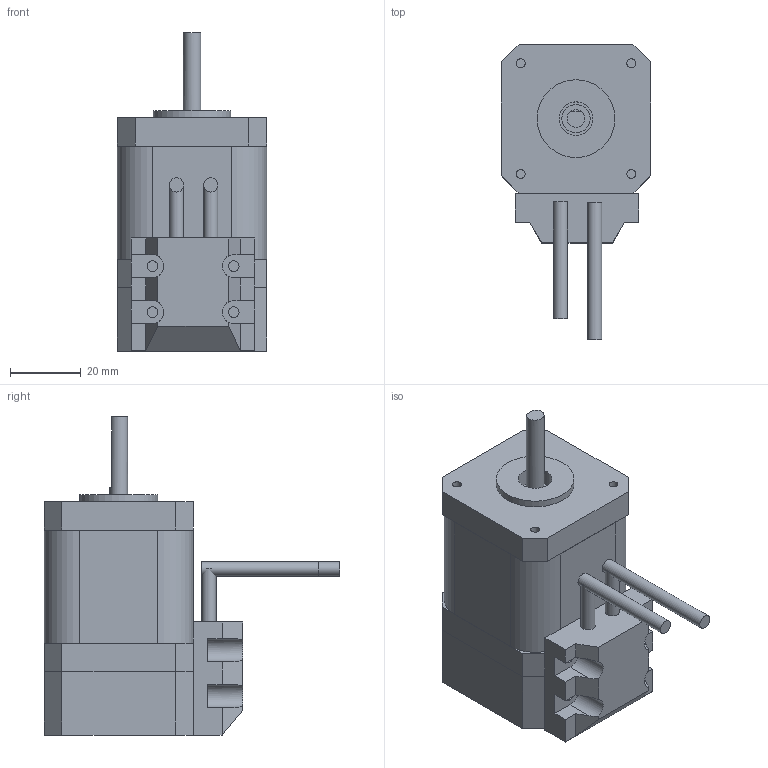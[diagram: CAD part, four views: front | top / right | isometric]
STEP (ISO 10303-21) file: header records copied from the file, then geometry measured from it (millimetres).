
FILE_DESCRIPTION(/* description */ (''),/* implementation_level */ '2;1');
FILE_NAME(/* name */ 'MP3-42T048.step',/* time_stamp */ '2021-07-28T10:56:50+08:00',/* author */ (''),/* organization */ (''),/* preprocessor_version */ 'ST-DEVELOPER v16',/* originating_system */ 'SIEMENS PLM Software NX 10.0',/* authorisation */ '');
FILE_SCHEMA (('AUTOMOTIVE_DESIGN { 1 0 10303 214 3 1 1 1 }'));
Length unit declared in the file: millimetre
Products named in the file (1): MP3-42T048
Bounding box: 42.2 x 83.66 x 90 mm (x, y, z)
Volume: 126404.4 mm3; surface area: 31713.4 mm2
Topology: 12 solids, 12 shells, 126 faces, 298 edges, 203 vertices
Faces by surface type: plane 90, cylinder 36
Full cylindrical faces by diameter (mm): 2.5 x8, 3 x4, 4 x4, 5 x2, 6 x4, 8 x2, 9.5 x2, 22 x2
Entity records: 3520 total; most frequent: DIRECTION 591, CARTESIAN_POINT 572, ORIENTED_EDGE 512, EDGE_CURVE 256, AXIS2_PLACEMENT_3D 208, EDGE_LOOP 189, VERTEX_POINT 189, LINE 175
